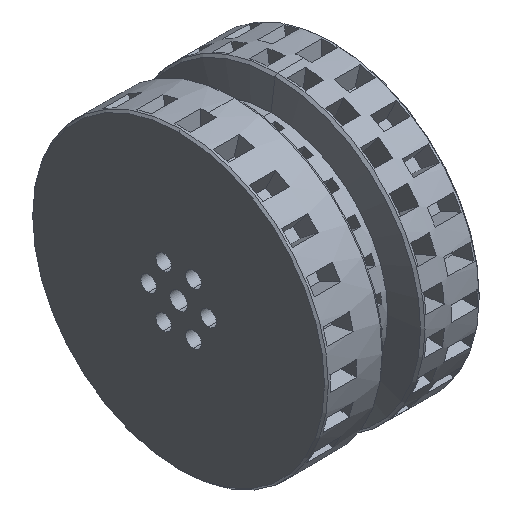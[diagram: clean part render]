
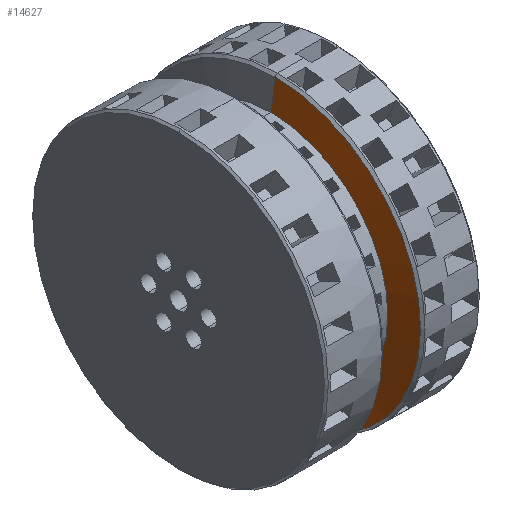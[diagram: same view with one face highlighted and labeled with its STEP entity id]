
A CAD part, isometric view. The second image highlights one B-rep face of the part: STEP entity #14627.
In plain terms, the highlighted conical face has half-angle 82 degrees and reference radius 76.394 mm.
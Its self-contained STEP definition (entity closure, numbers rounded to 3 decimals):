
#171 = CARTESIAN_POINT ( 'NONE',  ( 49.836, 0., 0. ) ) ;
#396 = DIRECTION ( 'NONE',  ( 0., 0., 1. ) ) ;
#910 = CARTESIAN_POINT ( 'NONE',  ( 47.751, 0., -60.394 ) ) ;
#1488 = CARTESIAN_POINT ( 'NONE',  ( 50., 0., -76.394 ) ) ;
#1576 = DIRECTION ( 'NONE',  ( -1., 0., 0. ) ) ;
#1887 = CARTESIAN_POINT ( 'NONE',  ( 47.751, 0., 0. ) ) ;
#2051 = EDGE_CURVE ( 'NONE', #11556, #14774, #9027, .T. ) ;
#2191 = AXIS2_PLACEMENT_3D ( 'NONE', #171, #1576, #396 ) ;
#2611 = ORIENTED_EDGE ( 'NONE', *, *, #11398, .F. ) ;
#2721 = CIRCLE ( 'NONE', #15613, 60.394 ) ;
#2746 = ORIENTED_EDGE ( 'NONE', *, *, #7249, .T. ) ;
#3353 = EDGE_CURVE ( 'NONE', #6231, #8469, #2721, .T. ) ;
#3432 = CARTESIAN_POINT ( 'NONE',  ( 47.751, 0., 60.394 ) ) ;
#3567 = LINE ( 'NONE', #6101, #11489 ) ;
#3606 = FACE_OUTER_BOUND ( 'NONE', #10916, .T. ) ;
#3732 = DIRECTION ( 'NONE',  ( 0.139, 0., 0.99 ) ) ;
#5726 = CONICAL_SURFACE ( 'NONE', #6747, 76.394, 1.431 ) ;
#6101 = CARTESIAN_POINT ( 'NONE',  ( 50., 0., 76.394 ) ) ;
#6231 = VERTEX_POINT ( 'NONE', #910 ) ;
#6723 = DIRECTION ( 'NONE',  ( 0., 0., 1. ) ) ;
#6747 = AXIS2_PLACEMENT_3D ( 'NONE', #11072, #13207, #15652 ) ;
#7249 = EDGE_CURVE ( 'NONE', #6231, #11556, #9953, .T. ) ;
#7349 = DIRECTION ( 'NONE',  ( 0.139, 0., -0.99 ) ) ;
#7944 = VECTOR ( 'NONE', #7349, 1000. ) ;
#8469 = VERTEX_POINT ( 'NONE', #3432 ) ;
#8907 = CARTESIAN_POINT ( 'NONE',  ( 49.836, 0., 75.231 ) ) ;
#8941 = DIRECTION ( 'NONE',  ( -1., 0., 0. ) ) ;
#9027 = CIRCLE ( 'NONE', #2191, 75.231 ) ;
#9953 = LINE ( 'NONE', #1488, #7944 ) ;
#10916 = EDGE_LOOP ( 'NONE', ( #2611, #15536, #2746, #13570 ) ) ;
#11072 = CARTESIAN_POINT ( 'NONE',  ( 50., 0., 0. ) ) ;
#11398 = EDGE_CURVE ( 'NONE', #8469, #14774, #3567, .T. ) ;
#11489 = VECTOR ( 'NONE', #3732, 1000. ) ;
#11556 = VERTEX_POINT ( 'NONE', #15098 ) ;
#13207 = DIRECTION ( 'NONE',  ( 1., 0., 0. ) ) ;
#13570 = ORIENTED_EDGE ( 'NONE', *, *, #2051, .T. ) ;
#14627 = ADVANCED_FACE ( 'NONE', ( #3606 ), #5726, .T. ) ;
#14774 = VERTEX_POINT ( 'NONE', #8907 ) ;
#15098 = CARTESIAN_POINT ( 'NONE',  ( 49.836, 0., -75.231 ) ) ;
#15536 = ORIENTED_EDGE ( 'NONE', *, *, #3353, .F. ) ;
#15613 = AXIS2_PLACEMENT_3D ( 'NONE', #1887, #8941, #6723 ) ;
#15652 = DIRECTION ( 'NONE',  ( 0., 0., -1. ) ) ;
